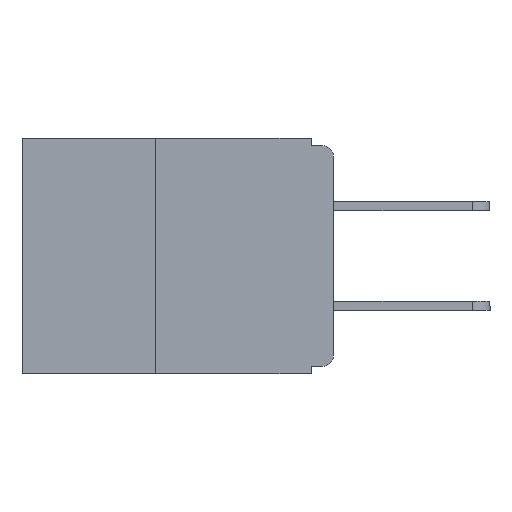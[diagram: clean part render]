
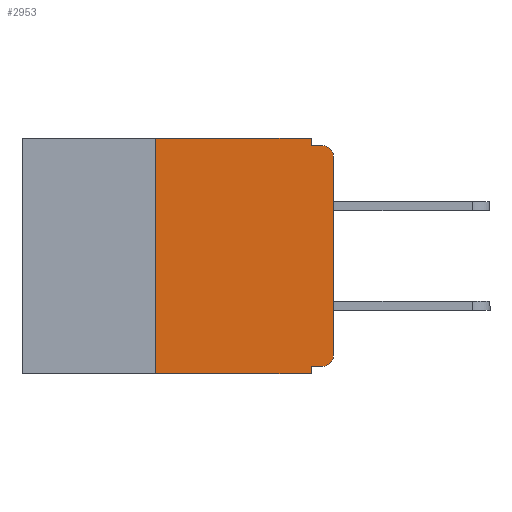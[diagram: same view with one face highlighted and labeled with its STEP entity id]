
A CAD part, left-side view. The second image highlights one B-rep face of the part: STEP entity #2953.
In plain terms, the highlighted planar face has unit normal (-1, 0, 0).
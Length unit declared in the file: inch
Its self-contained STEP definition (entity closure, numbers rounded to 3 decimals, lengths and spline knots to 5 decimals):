
#81 = DIRECTION ( 'NONE',  ( 0., -1., 0. ) ) ;
#337 = EDGE_CURVE ( 'NONE', #11169, #11611, #17157, .T. ) ;
#578 = CARTESIAN_POINT ( 'NONE',  ( 0., 0.031, -0.33 ) ) ;
#631 = DIRECTION ( 'NONE',  ( 0., 0., 1. ) ) ;
#725 = DIRECTION ( 'NONE',  ( 0., 0., -1. ) ) ;
#1138 = CARTESIAN_POINT ( 'NONE',  ( 0., 0.437, 0. ) ) ;
#1151 = LINE ( 'NONE', #9444, #26061 ) ;
#1455 = ORIENTED_EDGE ( 'NONE', *, *, #337, .F. ) ;
#1897 = VECTOR ( 'NONE', #2617, 39.37008 ) ;
#2020 = CARTESIAN_POINT ( 'NONE',  ( 0., 0., -0.01 ) ) ;
#2041 = DIRECTION ( 'NONE',  ( 0., -1., 0. ) ) ;
#2617 = DIRECTION ( 'NONE',  ( 0., 0., 1. ) ) ;
#2824 = VECTOR ( 'NONE', #631, 39.37008 ) ;
#2847 = ORIENTED_EDGE ( 'NONE', *, *, #8861, .T. ) ;
#2953 = ADVANCED_FACE ( 'NONE', ( #10076 ), #24933, .F. ) ;
#3275 = CARTESIAN_POINT ( 'NONE',  ( 0., 0.25, -0.33 ) ) ;
#3635 = CARTESIAN_POINT ( 'NONE',  ( 0., 0.25, 0. ) ) ;
#5020 = VERTEX_POINT ( 'NONE', #3275 ) ;
#5278 = DIRECTION ( 'NONE',  ( 0., -1., 0. ) ) ;
#5418 = DIRECTION ( 'NONE',  ( 0., 0., -1. ) ) ;
#5861 = VERTEX_POINT ( 'NONE', #12535 ) ;
#5968 = EDGE_CURVE ( 'NONE', #6357, #5861, #13721, .T. ) ;
#6357 = VERTEX_POINT ( 'NONE', #12473 ) ;
#6487 = ORIENTED_EDGE ( 'NONE', *, *, #10212, .F. ) ;
#6517 = LINE ( 'NONE', #1138, #21982 ) ;
#6871 = VERTEX_POINT ( 'NONE', #12014 ) ;
#7436 = VERTEX_POINT ( 'NONE', #25532 ) ;
#7516 = EDGE_CURVE ( 'NONE', #6871, #16354, #24790, .T. ) ;
#8260 = DIRECTION ( 'NONE',  ( -1., 0., 0. ) ) ;
#8796 = CARTESIAN_POINT ( 'NONE',  ( 0., 0.25, -0.33 ) ) ;
#8861 = EDGE_CURVE ( 'NONE', #5020, #16354, #12890, .T. ) ;
#9137 = EDGE_CURVE ( 'NONE', #16024, #7436, #6517, .T. ) ;
#9444 = CARTESIAN_POINT ( 'NONE',  ( 0., 0.031, 0. ) ) ;
#10076 = FACE_OUTER_BOUND ( 'NONE', #21306, .T. ) ;
#10212 = EDGE_CURVE ( 'NONE', #5020, #16024, #18140, .T. ) ;
#11169 = VERTEX_POINT ( 'NONE', #15970 ) ;
#11365 = VECTOR ( 'NONE', #12607, 39.37008 ) ;
#11409 = ORIENTED_EDGE ( 'NONE', *, *, #17306, .T. ) ;
#11550 = CIRCLE ( 'NONE', #14021, 0.015 ) ;
#11602 = EDGE_CURVE ( 'NONE', #7436, #11169, #1151, .T. ) ;
#11611 = VERTEX_POINT ( 'NONE', #21603 ) ;
#11733 = CIRCLE ( 'NONE', #20159, 0.015 ) ;
#12014 = CARTESIAN_POINT ( 'NONE',  ( 0., 0.031, -0.32 ) ) ;
#12247 = VECTOR ( 'NONE', #81, 39.37008 ) ;
#12473 = CARTESIAN_POINT ( 'NONE',  ( 0., 0., -0.305 ) ) ;
#12535 = CARTESIAN_POINT ( 'NONE',  ( 0., 0., -0.025 ) ) ;
#12607 = DIRECTION ( 'NONE',  ( 0., 1., 0. ) ) ;
#12609 = LINE ( 'NONE', #22590, #11365 ) ;
#12890 = LINE ( 'NONE', #18505, #12247 ) ;
#13069 = DIRECTION ( 'NONE',  ( -1., 0., 0. ) ) ;
#13721 = LINE ( 'NONE', #15007, #2824 ) ;
#14021 = AXIS2_PLACEMENT_3D ( 'NONE', #24967, #13069, #725 ) ;
#14228 = VECTOR ( 'NONE', #23935, 39.37008 ) ;
#14632 = EDGE_CURVE ( 'NONE', #16608, #6357, #11550, .T. ) ;
#15007 = CARTESIAN_POINT ( 'NONE',  ( 0., 0., 0. ) ) ;
#15055 = ORIENTED_EDGE ( 'NONE', *, *, #9137, .F. ) ;
#15861 = ORIENTED_EDGE ( 'NONE', *, *, #5968, .T. ) ;
#15970 = CARTESIAN_POINT ( 'NONE',  ( 0., 0.031, -0.01 ) ) ;
#16024 = VERTEX_POINT ( 'NONE', #3635 ) ;
#16354 = VERTEX_POINT ( 'NONE', #578 ) ;
#16608 = VERTEX_POINT ( 'NONE', #17643 ) ;
#16680 = ORIENTED_EDGE ( 'NONE', *, *, #14632, .T. ) ;
#17157 = LINE ( 'NONE', #2020, #21890 ) ;
#17306 = EDGE_CURVE ( 'NONE', #5861, #11611, #11733, .T. ) ;
#17643 = CARTESIAN_POINT ( 'NONE',  ( 0., 0.015, -0.32 ) ) ;
#18140 = LINE ( 'NONE', #8796, #1897 ) ;
#18505 = CARTESIAN_POINT ( 'NONE',  ( 0., 0.437, -0.33 ) ) ;
#18877 = ORIENTED_EDGE ( 'NONE', *, *, #20024, .F. ) ;
#20024 = EDGE_CURVE ( 'NONE', #16608, #6871, #12609, .T. ) ;
#20159 = AXIS2_PLACEMENT_3D ( 'NONE', #20367, #8260, #22340 ) ;
#20367 = CARTESIAN_POINT ( 'NONE',  ( 0., 0.015, -0.025 ) ) ;
#21078 = ORIENTED_EDGE ( 'NONE', *, *, #11602, .F. ) ;
#21306 = EDGE_LOOP ( 'NONE', ( #15861, #11409, #1455, #21078, #15055, #6487, #2847, #22991, #18877, #16680 ) ) ;
#21603 = CARTESIAN_POINT ( 'NONE',  ( 0., 0.015, -0.01 ) ) ;
#21890 = VECTOR ( 'NONE', #2041, 39.37008 ) ;
#21982 = VECTOR ( 'NONE', #5278, 39.37008 ) ;
#21994 = CARTESIAN_POINT ( 'NONE',  ( 0., 0.031, -0.33 ) ) ;
#22340 = DIRECTION ( 'NONE',  ( 0., 0., -1. ) ) ;
#22492 = DIRECTION ( 'NONE',  ( 0., 0., -1. ) ) ;
#22590 = CARTESIAN_POINT ( 'NONE',  ( 0., 0., -0.32 ) ) ;
#22668 = DIRECTION ( 'NONE',  ( 1., 0., 0. ) ) ;
#22991 = ORIENTED_EDGE ( 'NONE', *, *, #7516, .F. ) ;
#23935 = DIRECTION ( 'NONE',  ( 0., 0., -1. ) ) ;
#24020 = AXIS2_PLACEMENT_3D ( 'NONE', #24294, #22668, #22492 ) ;
#24294 = CARTESIAN_POINT ( 'NONE',  ( 0., 0.437, 0. ) ) ;
#24790 = LINE ( 'NONE', #21994, #14228 ) ;
#24933 = PLANE ( 'NONE',  #24020 ) ;
#24967 = CARTESIAN_POINT ( 'NONE',  ( 0., 0.015, -0.305 ) ) ;
#25532 = CARTESIAN_POINT ( 'NONE',  ( 0., 0.031, 0. ) ) ;
#26061 = VECTOR ( 'NONE', #5418, 39.37008 ) ;
